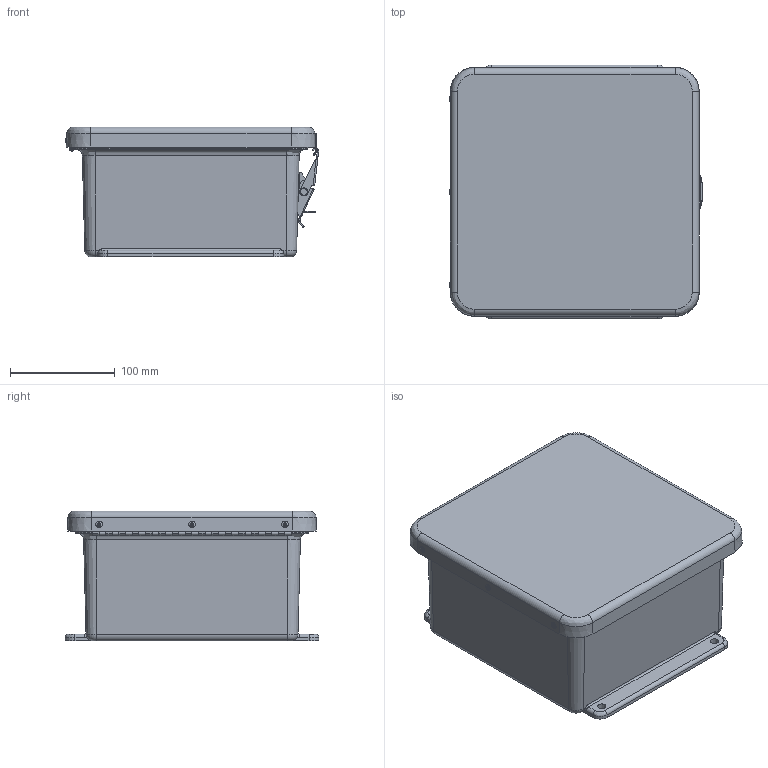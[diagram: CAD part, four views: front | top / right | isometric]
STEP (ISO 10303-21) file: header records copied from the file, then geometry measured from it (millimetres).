
FILE_DESCRIPTION (( 'STEP AP214' ), '1' );
FILE_NAME ('M808HPL.STEP', '2018-11-06T15:36:42', ( '' ), ( '' ), 'SwSTEP 2.0', 'SolidWorks 2018', '' );
FILE_SCHEMA (( 'AUTOMOTIVE_DESIGN' ));
Length unit declared in the file: inch
Products named in the file (1): M808HPL
Bounding box: 242.13 x 242.86 x 124.16 mm (x, y, z)
Volume: 848674.5 mm3; surface area: 484631.5 mm2
Topology: 26 solids, 26 shells, 779 faces, 1893 edges, 1196 vertices
Faces by surface type: cylinder 313, plane 293, bspline 128, cone 41, torus 4
Full cylindrical faces by diameter (mm): 2.159 x31, 2.64 x4, 3.048 x1, 3.175 x10, 3.302 x2, 3.327 x6, 3.429 x9, 3.556 x12, 3.861 x8, 3.962 x7, 4.306 x2, 5.537 x4, 6.35 x6, 6.858 x4, 7.62 x2, 9.525 x1
Entity records: 38675 total; most frequent: CARTESIAN_POINT 10982, ORIENTED_EDGE 3486, DIRECTION 3329, EDGE_CURVE 1743, AXIS2_PLACEMENT_3D 1241, VERTEX_POINT 1176, EDGE_LOOP 1081, FACE_OUTER_BOUND 896
